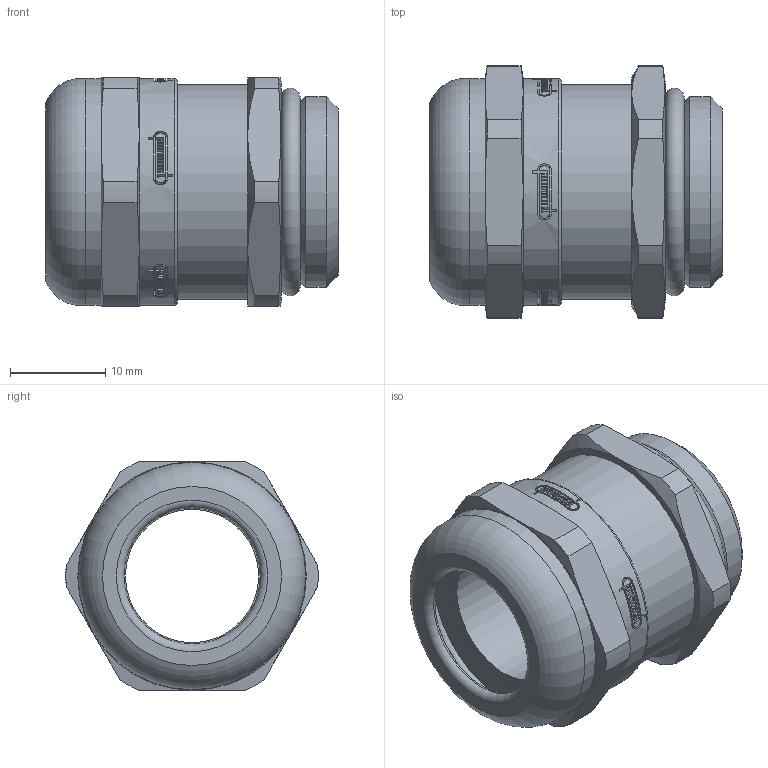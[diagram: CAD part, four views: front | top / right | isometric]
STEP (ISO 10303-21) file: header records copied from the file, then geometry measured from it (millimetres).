
FILE_DESCRIPTION(/* description */ ('HSK-M-PVDF Metr.-Standard Cable Glands'),/* implementation_level */ '2;1');
FILE_NAME(/* name */ 'HU1699201650.stp',/* time_stamp */ '2021-10-12T14:14:40+02:00',/* author */ ('sl'),/* organization */ ('HUMMEL'),/* preprocessor_version */ 'ST-DEVELOPER v16.5',/* originating_system */ 'Autodesk Inventor 2017',/* authorisation */ '');
FILE_SCHEMA (('AUTOMOTIVE_DESIGN { 1 0 10303 214 3 1 1 }'));
Length unit declared in the file: millimetre
Products named in the file (5): HSK-M-PVDF 1.699.2016.50; HSK-M-PVDF Metr. 1.699.2016.50-Gland; HSK-M-PVDF Metr. 1.699.2016.50-Nut; HSK-M-PVDF Metr. 1.699.2016.50-Clamping insert; HSK-M-PVDF Metr. 1.699.2016.50-Sealing insert
Assembly tree (4 placements, depth 2):
  HSK-M-PVDF 1.699.2016.50
    HSK-M-PVDF Metr. 1.699.2016.50-Gland
    HSK-M-PVDF Metr. 1.699.2016.50-Nut
    HSK-M-PVDF Metr. 1.699.2016.50-Clamping insert
    HSK-M-PVDF Metr. 1.699.2016.50-Sealing insert
Bounding box: 30.7 x 26.49 x 24 mm (x, y, z)
Volume: 7305.2 mm3; surface area: 9695 mm2
Topology: 4 solids, 4 shells, 507 faces, 1419 edges, 935 vertices
Faces by surface type: plane 420, cylinder 55, cone 26, torus 6
Full cylindrical faces by diameter (mm): 14 x1, 14.2 x1, 14.3 x1, 16 x2, 16.1 x2, 17.8 x1, 18.9 x2, 19.9 x2, 20 x1, 21.16 x1, 21.83 x1, 22.5 x1, 23.8 x2
Entity records: 16626 total; most frequent: CARTESIAN_POINT 3290, ORIENTED_EDGE 2772, DIRECTION 2716, EDGE_CURVE 1386, LINE 964, VECTOR 964, VERTEX_POINT 934, AXIS2_PLACEMENT_3D 876
